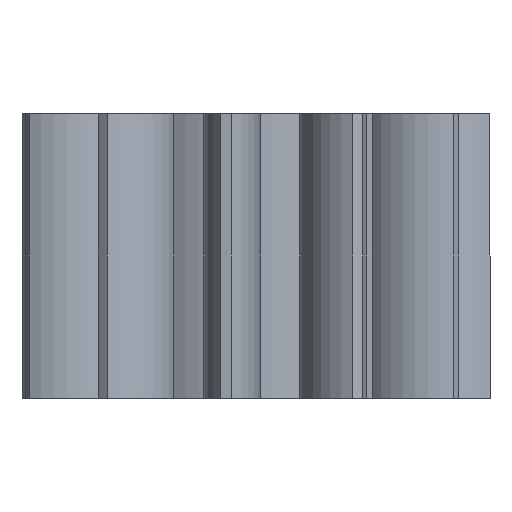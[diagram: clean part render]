
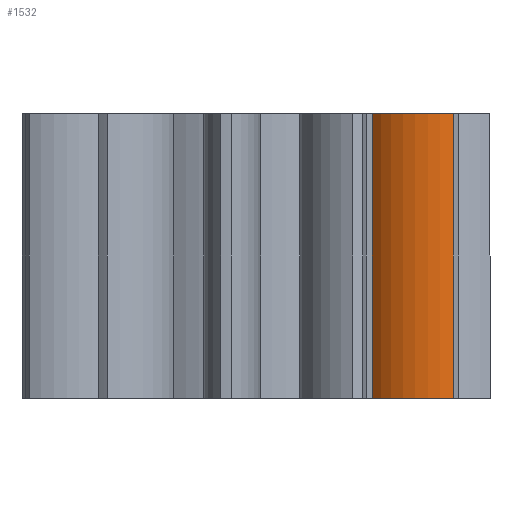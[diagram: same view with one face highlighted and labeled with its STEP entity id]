
A CAD part, front view. The second image highlights one B-rep face of the part: STEP entity #1532.
In plain terms, the highlighted cylindrical face has radius 2.2 mm (diameter 4.4 mm), a partial arc.
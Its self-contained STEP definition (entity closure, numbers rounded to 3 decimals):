
#39 = DIRECTION ( 'NONE',  ( 0., 0., 1. ) ) ;
#269 = EDGE_LOOP ( 'NONE', ( #1683, #673, #979, #399 ) ) ;
#297 = CARTESIAN_POINT ( 'NONE',  ( 4.993, -1.335, 7.8 ) ) ;
#353 = EDGE_CURVE ( 'NONE', #1245, #934, #1406, .T. ) ;
#364 = AXIS2_PLACEMENT_3D ( 'NONE', #297, #1628, #1401 ) ;
#399 = ORIENTED_EDGE ( 'NONE', *, *, #812, .F. ) ;
#434 = CYLINDRICAL_SURFACE ( 'NONE', #1233, 2.2 ) ;
#538 = CIRCLE ( 'NONE', #364, 2.2 ) ;
#616 = CARTESIAN_POINT ( 'NONE',  ( 3.274, -2.708, 7.8 ) ) ;
#673 = ORIENTED_EDGE ( 'NONE', *, *, #353, .T. ) ;
#717 = CARTESIAN_POINT ( 'NONE',  ( 5.491, -3.478, 7.8 ) ) ;
#724 = CARTESIAN_POINT ( 'NONE',  ( 5.491, -3.478, 3.8 ) ) ;
#798 = DIRECTION ( 'NONE',  ( -1., 0., 0. ) ) ;
#812 = EDGE_CURVE ( 'NONE', #1664, #985, #538, .T. ) ;
#851 = VECTOR ( 'NONE', #1678, 1000. ) ;
#894 = LINE ( 'NONE', #724, #851 ) ;
#932 = CARTESIAN_POINT ( 'NONE',  ( 4.993, -1.335, 3.8 ) ) ;
#934 = VERTEX_POINT ( 'NONE', #1952 ) ;
#979 = ORIENTED_EDGE ( 'NONE', *, *, #1016, .F. ) ;
#985 = VERTEX_POINT ( 'NONE', #717 ) ;
#1013 = AXIS2_PLACEMENT_3D ( 'NONE', #1558, #39, #2001 ) ;
#1016 = EDGE_CURVE ( 'NONE', #985, #934, #894, .T. ) ;
#1054 = DIRECTION ( 'NONE',  ( 0., 0., -1. ) ) ;
#1233 = AXIS2_PLACEMENT_3D ( 'NONE', #932, #1054, #798 ) ;
#1245 = VERTEX_POINT ( 'NONE', #1295 ) ;
#1295 = CARTESIAN_POINT ( 'NONE',  ( 3.274, -2.708, 0. ) ) ;
#1326 = FACE_OUTER_BOUND ( 'NONE', #269, .T. ) ;
#1401 = DIRECTION ( 'NONE',  ( 1., 0., 0. ) ) ;
#1406 = CIRCLE ( 'NONE', #1013, 2.2 ) ;
#1454 = LINE ( 'NONE', #1940, #1809 ) ;
#1532 = ADVANCED_FACE ( 'NONE', ( #1326 ), #434, .T. ) ;
#1558 = CARTESIAN_POINT ( 'NONE',  ( 4.993, -1.335, 0. ) ) ;
#1628 = DIRECTION ( 'NONE',  ( 0., 0., 1. ) ) ;
#1661 = EDGE_CURVE ( 'NONE', #1664, #1245, #1454, .T. ) ;
#1664 = VERTEX_POINT ( 'NONE', #616 ) ;
#1678 = DIRECTION ( 'NONE',  ( 0., 0., -1. ) ) ;
#1683 = ORIENTED_EDGE ( 'NONE', *, *, #1661, .T. ) ;
#1809 = VECTOR ( 'NONE', #1979, 1000. ) ;
#1940 = CARTESIAN_POINT ( 'NONE',  ( 3.274, -2.708, 3.8 ) ) ;
#1952 = CARTESIAN_POINT ( 'NONE',  ( 5.491, -3.478, 0. ) ) ;
#1979 = DIRECTION ( 'NONE',  ( 0., 0., -1. ) ) ;
#2001 = DIRECTION ( 'NONE',  ( 1., 0., 0. ) ) ;
